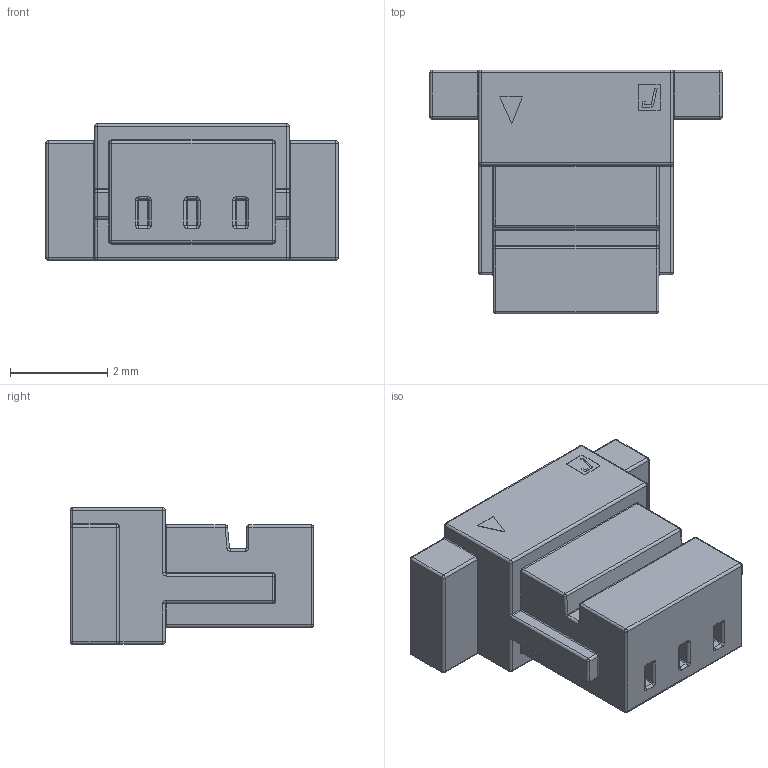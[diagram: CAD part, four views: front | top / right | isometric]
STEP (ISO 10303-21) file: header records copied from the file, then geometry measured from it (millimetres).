
FILE_DESCRIPTION(/* description */ (''),/* implementation_level */ '2;1');
FILE_NAME(/* name */ '1.stp',/* time_stamp */ '2022-04-01T20:18:15+02:00',/* author */ ('k'),/* organization */ (''),/* preprocessor_version */ 'ST-DEVELOPER v15.6',/* originating_system */ 'Autodesk Inventor 2015',/* authorisation */ '');
FILE_SCHEMA (('AUTOMOTIVE_DESIGN { 1 0 10303 214 3 1 1 }'));
Length unit declared in the file: millimetre
Products named in the file (3): SHR-03V-S-B; JST Logo adjustable; 1
Bounding box: 6 x 5 x 2.8 mm (x, y, z)
Volume: 44.7 mm3; surface area: 115.4 mm2
Topology: 3 solids, 3 shells, 335 faces, 717 edges, 392 vertices
Faces by surface type: cylinder 157, plane 78, sphere 54, torus 46
Entity records: 9004 total; most frequent: DIRECTION 1755, CARTESIAN_POINT 1447, ORIENTED_EDGE 1430, EDGE_CURVE 715, AXIS2_PLACEMENT_3D 700, VERTEX_POINT 392, CIRCLE 360, LINE 355
